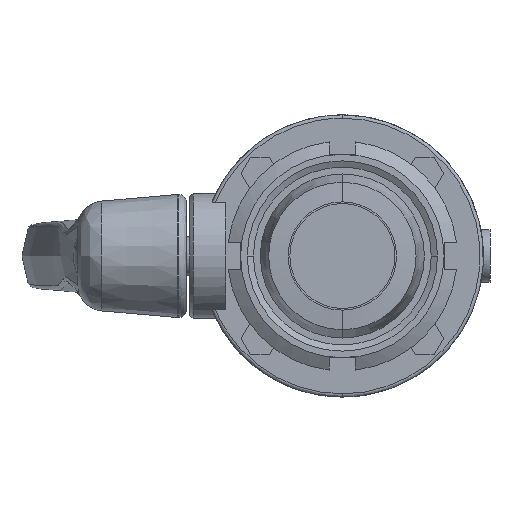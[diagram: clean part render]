
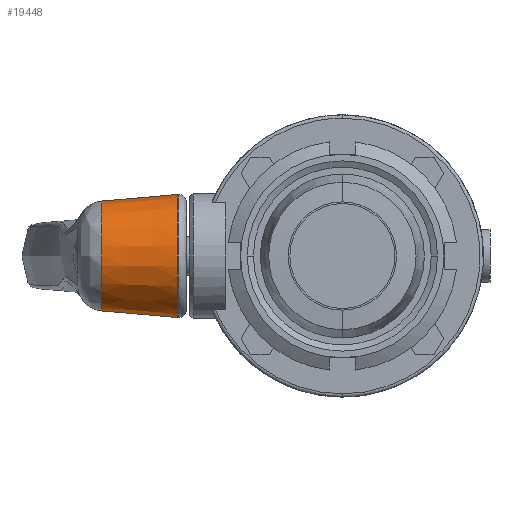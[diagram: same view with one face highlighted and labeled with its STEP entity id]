
A CAD part, left-side view. The second image highlights one B-rep face of the part: STEP entity #19448.
In plain terms, the highlighted conical face has half-angle 5 degrees and reference radius 16.741 mm.
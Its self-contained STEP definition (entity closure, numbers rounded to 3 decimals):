
#9855 = CARTESIAN_POINT ( 'NONE',  ( 50., 50.218, -18.762 ) ) ;
#10063 = CARTESIAN_POINT ( 'NONE',  ( 50., 50.218, 18.762 ) ) ;
#10067 = DIRECTION ( 'NONE',  ( -0.058, 0., -0.998 ) ) ;
#10068 = DIRECTION ( 'NONE',  ( 0., -1., 0. ) ) ;
#10069 = CARTESIAN_POINT ( 'NONE',  ( 50., 50.218, 0. ) ) ;
#10070 = AXIS2_PLACEMENT_3D ( 'NONE', #10069, #10068, #10067 ) ;
#10077 = CIRCLE ( 'NONE', #10070, 18.762 ) ;
#10474 = CARTESIAN_POINT ( 'NONE',  ( 50., 73.317, 16.741 ) ) ;
#10475 = DIRECTION ( 'NONE',  ( 0., -0.996, 0.087 ) ) ;
#10476 = VECTOR ( 'NONE', #10475, 1000. ) ;
#10477 = CARTESIAN_POINT ( 'NONE',  ( 50., 61.768, 17.752 ) ) ;
#10478 = LINE ( 'NONE', #10477, #10476 ) ;
#11118 = CARTESIAN_POINT ( 'NONE',  ( 50., 73.317, -16.741 ) ) ;
#11119 = DIRECTION ( 'NONE',  ( 0., 0.996, 0.087 ) ) ;
#11120 = VECTOR ( 'NONE', #11119, 1000. ) ;
#11121 = CARTESIAN_POINT ( 'NONE',  ( 50., 50.218, -18.762 ) ) ;
#11122 = LINE ( 'NONE', #11121, #11120 ) ;
#11667 = FACE_OUTER_BOUND ( 'NONE', #19449, .T. ) ;
#11687 = DIRECTION ( 'NONE',  ( -0.058, 0., -0.998 ) ) ;
#11688 = DIRECTION ( 'NONE',  ( 0., 1., 0. ) ) ;
#11689 = CARTESIAN_POINT ( 'NONE',  ( 50., 73.317, 0. ) ) ;
#11690 = AXIS2_PLACEMENT_3D ( 'NONE', #11689, #11688, #11687 ) ;
#11691 = CIRCLE ( 'NONE', #11690, 16.741 ) ;
#11711 = DIRECTION ( 'NONE',  ( 0., 0., -1. ) ) ;
#11712 = DIRECTION ( 'NONE',  ( 0., -1., 0. ) ) ;
#11713 = CARTESIAN_POINT ( 'NONE',  ( 50., 73.317, 0. ) ) ;
#11714 = AXIS2_PLACEMENT_3D ( 'NONE', #11713, #11712, #11711 ) ;
#11717 = CONICAL_SURFACE ( 'NONE', #11714, 16.741, 0.087 ) ;
#19147 = VERTEX_POINT ( 'NONE', #9855 ) ;
#19170 = EDGE_CURVE ( 'NONE', #19174, #19147, #10077, .T. ) ;
#19174 = VERTEX_POINT ( 'NONE', #10063 ) ;
#19344 = EDGE_CURVE ( 'NONE', #19345, #19174, #10478, .T. ) ;
#19345 = VERTEX_POINT ( 'NONE', #10474 ) ;
#19387 = EDGE_CURVE ( 'NONE', #19147, #19388, #11122, .T. ) ;
#19388 = VERTEX_POINT ( 'NONE', #11118 ) ;
#19434 = EDGE_CURVE ( 'NONE', #19388, #19345, #11691, .T. ) ;
#19441 = ORIENTED_EDGE ( 'NONE', *, *, #19170, .F. ) ;
#19443 = ORIENTED_EDGE ( 'NONE', *, *, #19434, .F. ) ;
#19448 = ADVANCED_FACE ( 'NONE', ( #11667 ), #11717, .T. ) ;
#19449 = EDGE_LOOP ( 'NONE', ( #19443, #19495, #19441, #19493 ) ) ;
#19493 = ORIENTED_EDGE ( 'NONE', *, *, #19344, .F. ) ;
#19495 = ORIENTED_EDGE ( 'NONE', *, *, #19387, .F. ) ;
